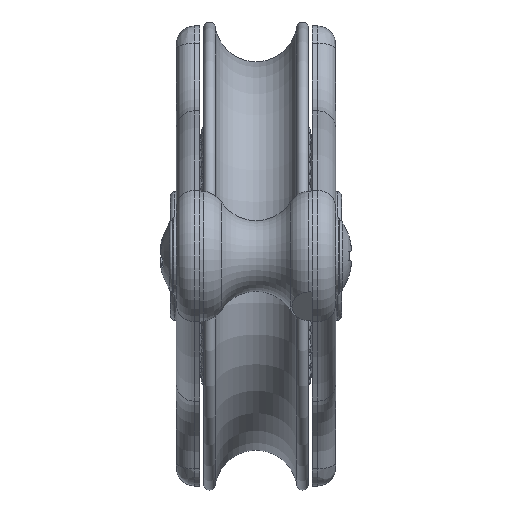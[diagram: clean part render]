
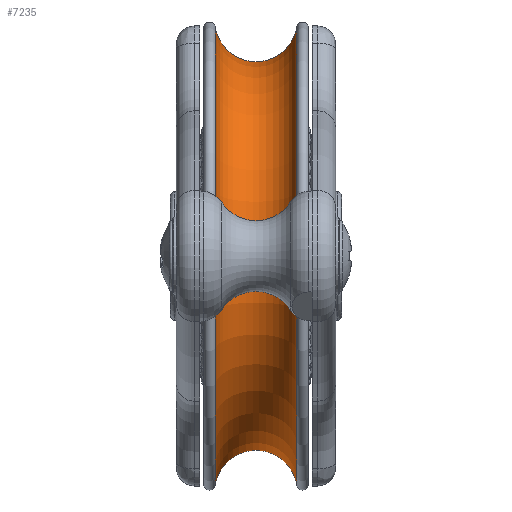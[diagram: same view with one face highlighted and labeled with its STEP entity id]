
A CAD part, front view. The second image highlights one B-rep face of the part: STEP entity #7235.
In plain terms, the highlighted toroidal (fillet/blend) face has major radius 40 mm and minor radius 7 mm.
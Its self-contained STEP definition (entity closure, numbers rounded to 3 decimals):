
#524=TOROIDAL_SURFACE('',#8203,40.,7.);
#760=FACE_OUTER_BOUND('',#1239,.T.);
#1239=EDGE_LOOP('',(#5853,#5854,#5855,#5856,#5857,#5858));
#1865=CIRCLE('',#8107,38.927);
#1866=CIRCLE('',#8108,38.927);
#1931=CIRCLE('',#8200,38.927);
#1932=CIRCLE('',#8201,38.927);
#1934=CIRCLE('',#8204,7.);
#3157=VERTEX_POINT('',#12525);
#3158=VERTEX_POINT('',#12527);
#3209=VERTEX_POINT('',#12677);
#3210=VERTEX_POINT('',#12678);
#4129=EDGE_CURVE('',#3157,#3158,#1865,.T.);
#4130=EDGE_CURVE('',#3158,#3157,#1866,.T.);
#4201=EDGE_CURVE('',#3209,#3210,#1931,.T.);
#4202=EDGE_CURVE('',#3210,#3209,#1932,.T.);
#4204=EDGE_CURVE('',#3210,#3157,#1934,.T.);
#5853=ORIENTED_EDGE('',*,*,#4201,.T.);
#5854=ORIENTED_EDGE('',*,*,#4204,.T.);
#5855=ORIENTED_EDGE('',*,*,#4130,.F.);
#5856=ORIENTED_EDGE('',*,*,#4129,.F.);
#5857=ORIENTED_EDGE('',*,*,#4204,.F.);
#5858=ORIENTED_EDGE('',*,*,#4202,.T.);
#7235=ADVANCED_FACE('',(#760),#524,.F.);
#8107=AXIS2_PLACEMENT_3D('',#12528,#9945,#9946);
#8108=AXIS2_PLACEMENT_3D('',#12529,#9947,#9948);
#8200=AXIS2_PLACEMENT_3D('',#12679,#10137,#10138);
#8201=AXIS2_PLACEMENT_3D('',#12680,#10139,#10140);
#8203=AXIS2_PLACEMENT_3D('',#12682,#10143,#10144);
#8204=AXIS2_PLACEMENT_3D('',#12683,#10145,#10146);
#9945=DIRECTION('center_axis',(-1.,0.,0.));
#9946=DIRECTION('ref_axis',(0.,-0.915,-0.404));
#9947=DIRECTION('center_axis',(-1.,0.,0.));
#9948=DIRECTION('ref_axis',(0.,-0.915,-0.404));
#10137=DIRECTION('center_axis',(-1.,0.,0.));
#10138=DIRECTION('ref_axis',(0.,-0.915,-0.404));
#10139=DIRECTION('center_axis',(-1.,0.,0.));
#10140=DIRECTION('ref_axis',(0.,-0.915,-0.404));
#10143=DIRECTION('center_axis',(-1.,0.,0.));
#10144=DIRECTION('ref_axis',(0.,0.404,-0.915));
#10145=DIRECTION('center_axis',(0.,0.915,
0.404));
#10146=DIRECTION('ref_axis',(0.,-0.404,0.915));
#12525=CARTESIAN_POINT('',(-6.917,-15.714,35.614));
#12527=CARTESIAN_POINT('',(-6.917,15.714,-35.614));
#12528=CARTESIAN_POINT('Origin',(-6.917,0.,
0.));
#12529=CARTESIAN_POINT('Origin',(-6.917,0.,
0.));
#12677=CARTESIAN_POINT('',(6.917,15.714,-35.614));
#12678=CARTESIAN_POINT('',(6.917,-15.714,35.614));
#12679=CARTESIAN_POINT('Origin',(6.917,0.,
0.));
#12680=CARTESIAN_POINT('Origin',(6.917,0.,
0.));
#12682=CARTESIAN_POINT('Origin',(0.,0.,
0.));
#12683=CARTESIAN_POINT('Origin',(0.,-16.147,
36.596));
